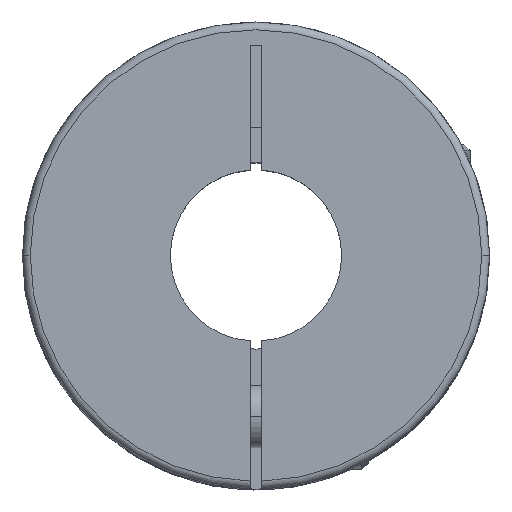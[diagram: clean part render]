
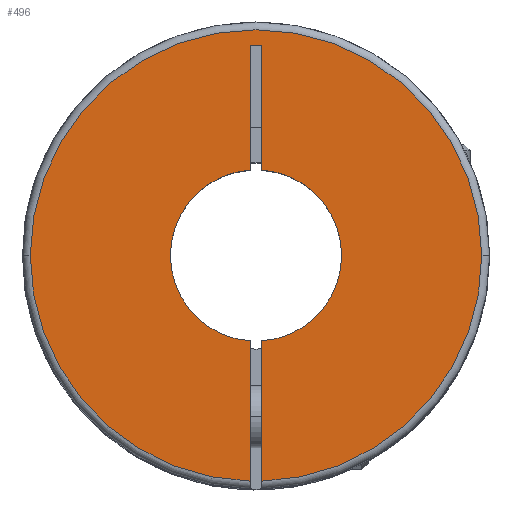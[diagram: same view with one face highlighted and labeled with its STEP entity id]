
A CAD part, top view. The second image highlights one B-rep face of the part: STEP entity #496.
In plain terms, the highlighted planar face has unit normal (0, 0, 1).
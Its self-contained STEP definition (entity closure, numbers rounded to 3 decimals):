
#20 = CARTESIAN_POINT ( 'NONE',  ( 0.75, 27., 0. ) ) ;
#48 = ORIENTED_EDGE ( 'NONE', *, *, #2045, .F. ) ;
#76 = DIRECTION ( 'NONE',  ( -1., 0., 0. ) ) ;
#125 = CIRCLE ( 'NONE', #1803, 11. ) ;
#189 = CARTESIAN_POINT ( 'NONE',  ( -0.75, 27., 0. ) ) ;
#191 = VERTEX_POINT ( 'NONE', #189 ) ;
#236 = ORIENTED_EDGE ( 'NONE', *, *, #413, .F. ) ;
#241 = CARTESIAN_POINT ( 'NONE',  ( 0., 0., 0. ) ) ;
#280 = AXIS2_PLACEMENT_3D ( 'NONE', #2023, #3261, #2000 ) ;
#284 = DIRECTION ( 'NONE',  ( 0., 0., -1. ) ) ;
#302 = CARTESIAN_POINT ( 'NONE',  ( 0.75, -10.974, 0. ) ) ;
#317 = VERTEX_POINT ( 'NONE', #2687 ) ;
#350 = LINE ( 'NONE', #1284, #1305 ) ;
#376 = CARTESIAN_POINT ( 'NONE',  ( 0.75, 10.974, 0. ) ) ;
#413 = EDGE_CURVE ( 'NONE', #191, #1039, #350, .T. ) ;
#496 = ADVANCED_FACE ( 'NONE', ( #2625 ), #1377, .F. ) ;
#517 = DIRECTION ( 'NONE',  ( 0., 1., 0. ) ) ;
#568 = DIRECTION ( 'NONE',  ( -1., 0., 0. ) ) ;
#620 = DIRECTION ( 'NONE',  ( 0., 0., -1. ) ) ;
#648 = ORIENTED_EDGE ( 'NONE', *, *, #753, .T. ) ;
#662 = VERTEX_POINT ( 'NONE', #1566 ) ;
#676 = DIRECTION ( 'NONE',  ( -1., 0., 0. ) ) ;
#681 = LINE ( 'NONE', #1274, #1563 ) ;
#711 = CARTESIAN_POINT ( 'NONE',  ( -0.75, 27., 0. ) ) ;
#753 = EDGE_CURVE ( 'NONE', #894, #1039, #125, .T. ) ;
#876 = DIRECTION ( 'NONE',  ( -1., 0., 0. ) ) ;
#894 = VERTEX_POINT ( 'NONE', #1056 ) ;
#1038 = VECTOR ( 'NONE', #517, 1000. ) ;
#1039 = VERTEX_POINT ( 'NONE', #1535 ) ;
#1056 = CARTESIAN_POINT ( 'NONE',  ( -11., 0., 0. ) ) ;
#1078 = VECTOR ( 'NONE', #3505, 1000. ) ;
#1168 = AXIS2_PLACEMENT_3D ( 'NONE', #1630, #3780, #3124 ) ;
#1208 = ORIENTED_EDGE ( 'NONE', *, *, #1465, .F. ) ;
#1274 = CARTESIAN_POINT ( 'NONE',  ( 0.75, -30., 0. ) ) ;
#1284 = CARTESIAN_POINT ( 'NONE',  ( -0.75, 27., 0. ) ) ;
#1305 = VECTOR ( 'NONE', #2804, 1000. ) ;
#1377 = PLANE ( 'NONE',  #280 ) ;
#1461 = ORIENTED_EDGE ( 'NONE', *, *, #3044, .T. ) ;
#1465 = EDGE_CURVE ( 'NONE', #2679, #191, #2757, .T. ) ;
#1472 = DIRECTION ( 'NONE',  ( 0., 0., -1. ) ) ;
#1489 = ORIENTED_EDGE ( 'NONE', *, *, #2329, .F. ) ;
#1535 = CARTESIAN_POINT ( 'NONE',  ( -0.75, 10.974, 0. ) ) ;
#1561 = AXIS2_PLACEMENT_3D ( 'NONE', #2437, #3759, #676 ) ;
#1563 = VECTOR ( 'NONE', #3718, 1000. ) ;
#1566 = CARTESIAN_POINT ( 'NONE',  ( -0.75, -28.99, 0. ) ) ;
#1609 = AXIS2_PLACEMENT_3D ( 'NONE', #2557, #1979, #76 ) ;
#1630 = CARTESIAN_POINT ( 'NONE',  ( 0., 0., 0. ) ) ;
#1647 = LINE ( 'NONE', #711, #1078 ) ;
#1711 = ORIENTED_EDGE ( 'NONE', *, *, #2652, .F. ) ;
#1803 = AXIS2_PLACEMENT_3D ( 'NONE', #3982, #620, #1843 ) ;
#1833 = DIRECTION ( 'NONE',  ( -1., 0., 0. ) ) ;
#1843 = DIRECTION ( 'NONE',  ( -1., 0., 0. ) ) ;
#1928 = CARTESIAN_POINT ( 'NONE',  ( -0.75, -10.974, 0. ) ) ;
#1979 = DIRECTION ( 'NONE',  ( 0., 0., -1. ) ) ;
#2000 = DIRECTION ( 'NONE',  ( 0., -1., 0. ) ) ;
#2023 = CARTESIAN_POINT ( 'NONE',  ( 0., 0., 0. ) ) ;
#2045 = EDGE_CURVE ( 'NONE', #3848, #2679, #2699, .T. ) ;
#2070 = AXIS2_PLACEMENT_3D ( 'NONE', #2716, #284, #876 ) ;
#2092 = CARTESIAN_POINT ( 'NONE',  ( 0.75, 27., 0. ) ) ;
#2266 = CIRCLE ( 'NONE', #2070, 11. ) ;
#2289 = ORIENTED_EDGE ( 'NONE', *, *, #3426, .F. ) ;
#2308 = VERTEX_POINT ( 'NONE', #302 ) ;
#2329 = EDGE_CURVE ( 'NONE', #662, #2436, #2830, .T. ) ;
#2388 = ORIENTED_EDGE ( 'NONE', *, *, #3446, .F. ) ;
#2393 = CIRCLE ( 'NONE', #1561, 29. ) ;
#2428 = VERTEX_POINT ( 'NONE', #2632 ) ;
#2436 = VERTEX_POINT ( 'NONE', #3529 ) ;
#2437 = CARTESIAN_POINT ( 'NONE',  ( 0., 0., 0. ) ) ;
#2462 = ORIENTED_EDGE ( 'NONE', *, *, #3975, .F. ) ;
#2557 = CARTESIAN_POINT ( 'NONE',  ( 0., 0., 0. ) ) ;
#2625 = FACE_OUTER_BOUND ( 'NONE', #3434, .T. ) ;
#2632 = CARTESIAN_POINT ( 'NONE',  ( 29., 0., 0. ) ) ;
#2652 = EDGE_CURVE ( 'NONE', #2428, #317, #2393, .T. ) ;
#2679 = VERTEX_POINT ( 'NONE', #20 ) ;
#2687 = CARTESIAN_POINT ( 'NONE',  ( 0.75, -28.99, 0. ) ) ;
#2699 = LINE ( 'NONE', #3294, #1038 ) ;
#2716 = CARTESIAN_POINT ( 'NONE',  ( 0., 0., 0. ) ) ;
#2757 = LINE ( 'NONE', #2092, #3612 ) ;
#2804 = DIRECTION ( 'NONE',  ( 0., -1., 0. ) ) ;
#2830 = CIRCLE ( 'NONE', #1609, 29. ) ;
#3006 = ORIENTED_EDGE ( 'NONE', *, *, #3061, .T. ) ;
#3044 = EDGE_CURVE ( 'NONE', #3489, #894, #2266, .T. ) ;
#3061 = EDGE_CURVE ( 'NONE', #3848, #2308, #3495, .T. ) ;
#3124 = DIRECTION ( 'NONE',  ( -1., 0., 0. ) ) ;
#3261 = DIRECTION ( 'NONE',  ( 0., 0., -1. ) ) ;
#3294 = CARTESIAN_POINT ( 'NONE',  ( 0.75, -30., 0. ) ) ;
#3426 = EDGE_CURVE ( 'NONE', #317, #2308, #681, .T. ) ;
#3429 = AXIS2_PLACEMENT_3D ( 'NONE', #241, #1472, #568 ) ;
#3434 = EDGE_LOOP ( 'NONE', ( #1489, #2462, #1461, #648, #236, #1208, #48, #3006, #2289, #1711, #2388 ) ) ;
#3446 = EDGE_CURVE ( 'NONE', #2436, #2428, #3823, .T. ) ;
#3489 = VERTEX_POINT ( 'NONE', #1928 ) ;
#3495 = CIRCLE ( 'NONE', #3429, 11. ) ;
#3505 = DIRECTION ( 'NONE',  ( 0., -1., 0. ) ) ;
#3529 = CARTESIAN_POINT ( 'NONE',  ( -29., 0., 0. ) ) ;
#3612 = VECTOR ( 'NONE', #1833, 1000. ) ;
#3718 = DIRECTION ( 'NONE',  ( 0., 1., 0. ) ) ;
#3759 = DIRECTION ( 'NONE',  ( 0., 0., -1. ) ) ;
#3780 = DIRECTION ( 'NONE',  ( 0., 0., -1. ) ) ;
#3823 = CIRCLE ( 'NONE', #1168, 29. ) ;
#3848 = VERTEX_POINT ( 'NONE', #376 ) ;
#3975 = EDGE_CURVE ( 'NONE', #3489, #662, #1647, .T. ) ;
#3982 = CARTESIAN_POINT ( 'NONE',  ( 0., 0., 0. ) ) ;
